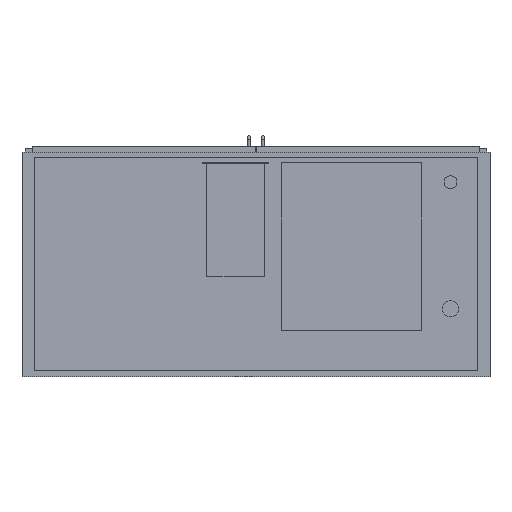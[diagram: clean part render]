
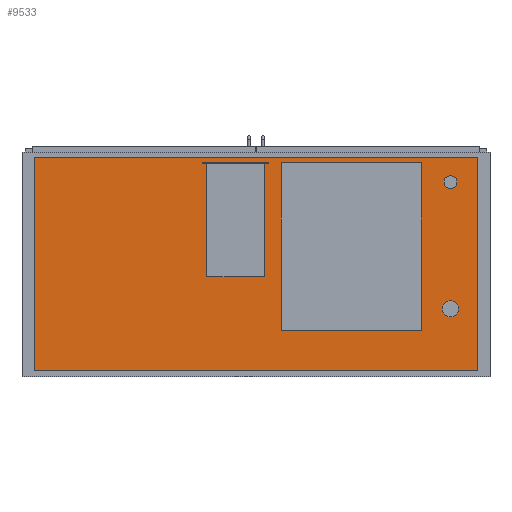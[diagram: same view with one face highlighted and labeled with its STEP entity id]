
A CAD part, front view. The second image highlights one B-rep face of the part: STEP entity #9533.
In plain terms, the highlighted planar face has unit normal (0, -1, 0).
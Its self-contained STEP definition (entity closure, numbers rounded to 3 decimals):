
#155=FACE_BOUND('',#1004,.T.);
#156=FACE_BOUND('',#1005,.T.);
#175=CIRCLE('',#10187,20.);
#177=CIRCLE('',#10191,25.);
#409=FACE_OUTER_BOUND('',#1003,.T.);
#1003=EDGE_LOOP('',(#6400,#6401,#6402,#6403));
#1004=EDGE_LOOP('',(#6404));
#1005=EDGE_LOOP('',(#6405));
#1640=LINE('',#13732,#2853);
#1642=LINE('',#13736,#2855);
#1644=LINE('',#13740,#2857);
#1646=LINE('',#13743,#2859);
#2853=VECTOR('',#11028,10.);
#2855=VECTOR('',#11032,10.);
#2857=VECTOR('',#11036,10.);
#2859=VECTOR('',#11040,10.);
#4028=VERTEX_POINT('',#13658);
#4030=VERTEX_POINT('',#13665);
#4051=VERTEX_POINT('',#13729);
#4052=VERTEX_POINT('',#13731);
#4053=VERTEX_POINT('',#13735);
#4054=VERTEX_POINT('',#13739);
#4939=EDGE_CURVE('',#4028,#4028,#175,.T.);
#4942=EDGE_CURVE('',#4030,#4030,#177,.T.);
#4972=EDGE_CURVE('',#4052,#4051,#1640,.T.);
#4974=EDGE_CURVE('',#4053,#4052,#1642,.T.);
#4976=EDGE_CURVE('',#4054,#4053,#1644,.T.);
#4978=EDGE_CURVE('',#4051,#4054,#1646,.T.);
#6400=ORIENTED_EDGE('',*,*,#4978,.T.);
#6401=ORIENTED_EDGE('',*,*,#4976,.T.);
#6402=ORIENTED_EDGE('',*,*,#4974,.T.);
#6403=ORIENTED_EDGE('',*,*,#4972,.T.);
#6404=ORIENTED_EDGE('',*,*,#4939,.T.);
#6405=ORIENTED_EDGE('',*,*,#4942,.T.);
#9021=PLANE('',#10208);
#9533=ADVANCED_FACE('',(#409,#155,#156),#9021,.T.);
#10187=AXIS2_PLACEMENT_3D('',#13660,#10962,#10963);
#10191=AXIS2_PLACEMENT_3D('',#13667,#10971,#10972);
#10208=AXIS2_PLACEMENT_3D('',#13744,#11041,#11042);
#10962=DIRECTION('center_axis',(0.,1.,0.));
#10963=DIRECTION('ref_axis',(1.,0.,0.));
#10971=DIRECTION('center_axis',(0.,1.,0.));
#10972=DIRECTION('ref_axis',(1.,0.,0.));
#11028=DIRECTION('',(-1.,0.,0.));
#11032=DIRECTION('',(0.,0.,1.));
#11036=DIRECTION('',(1.,0.,0.));
#11040=DIRECTION('',(0.,0.,-1.));
#11041=DIRECTION('center_axis',(0.,-1.,0.));
#11042=DIRECTION('ref_axis',(0.,0.,-1.));
#13658=CARTESIAN_POINT('',(582.5,-370.,255.));
#13660=CARTESIAN_POINT('Origin',(602.5,-370.,255.));
#13665=CARTESIAN_POINT('',(577.5,-370.,-138.));
#13667=CARTESIAN_POINT('Origin',(602.5,-370.,-138.));
#13729=CARTESIAN_POINT('',(-687.5,-370.,330.));
#13731=CARTESIAN_POINT('',(687.5,-370.,330.));
#13732=CARTESIAN_POINT('',(-687.5,-370.,330.));
#13735=CARTESIAN_POINT('',(687.5,-370.,-330.));
#13736=CARTESIAN_POINT('',(687.5,-370.,330.));
#13739=CARTESIAN_POINT('',(-687.5,-370.,-330.));
#13740=CARTESIAN_POINT('',(687.5,-370.,-330.));
#13743=CARTESIAN_POINT('',(-687.5,-370.,-330.));
#13744=CARTESIAN_POINT('Origin',(0.,-370.,0.));
